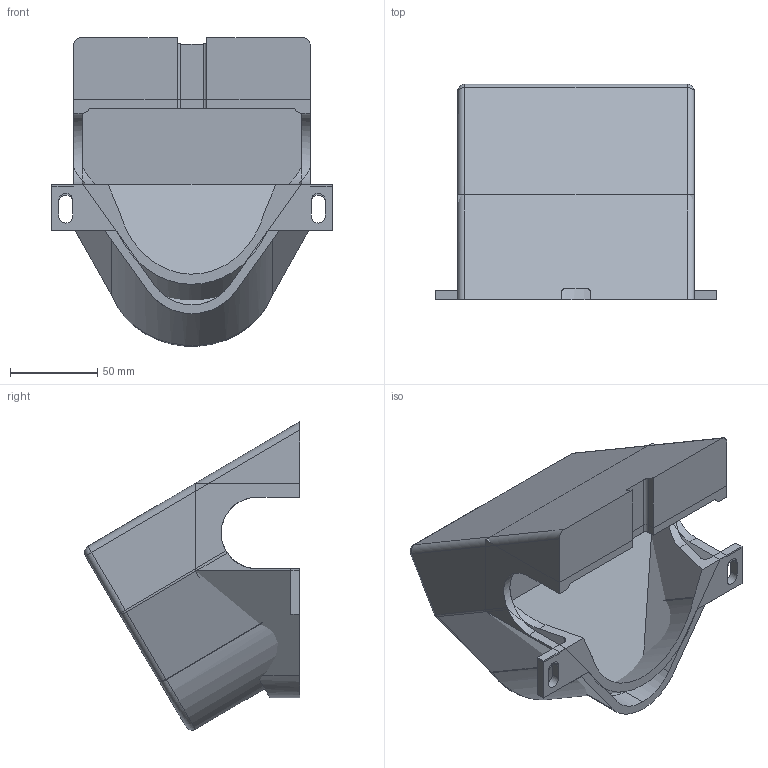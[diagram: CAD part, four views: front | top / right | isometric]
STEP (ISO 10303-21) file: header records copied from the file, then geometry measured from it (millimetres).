
FILE_DESCRIPTION (( 'STEP AP214' ), '1' );
FILE_NAME ('support.STEP', '2022-10-25T18:20:34', ( '' ), ( '' ), 'SwSTEP 2.0', 'SolidWorks 2018', '' );
FILE_SCHEMA (( 'AUTOMOTIVE_DESIGN' ));
Length unit declared in the file: millimetre
Products named in the file (1): support
Bounding box: 161 x 123.47 x 177.03 mm (x, y, z)
Volume: 539415.4 mm3; surface area: 174744.5 mm2
Topology: 2 solids, 2 shells, 158 faces, 424 edges, 258 vertices
Faces by surface type: plane 69, cylinder 65, sphere 12, bspline 10, torus 2
Entity records: 5381 total; most frequent: CARTESIAN_POINT 1567, ORIENTED_EDGE 816, DIRECTION 756, EDGE_CURVE 408, AXIS2_PLACEMENT_3D 257, VERTEX_POINT 254, VECTOR 242, LINE 242
